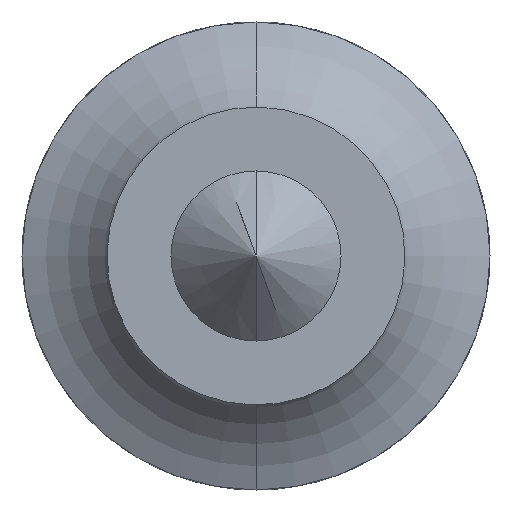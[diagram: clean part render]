
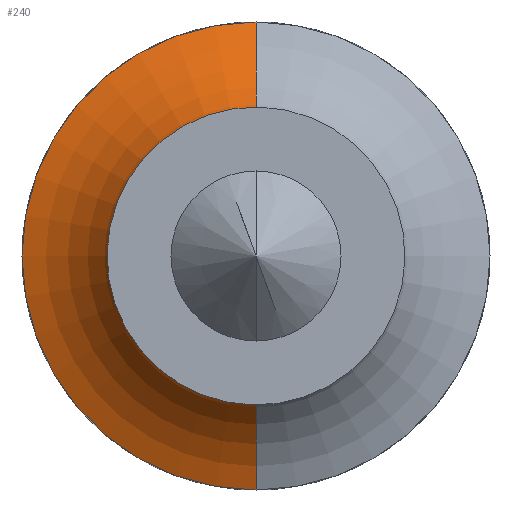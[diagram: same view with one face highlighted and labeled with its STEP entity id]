
A CAD part, front view. The second image highlights one B-rep face of the part: STEP entity #240.
In plain terms, the highlighted toroidal (fillet/blend) face has major radius 13.574 mm and minor radius 8 mm.
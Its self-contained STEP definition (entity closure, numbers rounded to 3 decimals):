
#109 = CIRCLE ( 'NONE', #116, 6. ) ;
#111 = CIRCLE ( 'NONE', #114, 8. ) ;
#114 = AXIS2_PLACEMENT_3D ( 'NONE', #711, #722, #730 ) ;
#116 = AXIS2_PLACEMENT_3D ( 'NONE', #710, #709, #705 ) ;
#117 = CIRCLE ( 'NONE', #118, 11. ) ;
#118 = AXIS2_PLACEMENT_3D ( 'NONE', #668, #714, #717 ) ;
#124 = TOROIDAL_SURFACE ( 'NONE', #128, 13.574, 8. ) ;
#128 = AXIS2_PLACEMENT_3D ( 'NONE', #556, #555, #666 ) ;
#132 = CIRCLE ( 'NONE', #135, 8. ) ;
#135 = AXIS2_PLACEMENT_3D ( 'NONE', #553, #554, #550 ) ;
#212 = EDGE_CURVE ( 'NONE', #278, #286, #111, .T. ) ;
#213 = EDGE_CURVE ( 'NONE', #279, #286, #109, .T. ) ;
#214 = EDGE_CURVE ( 'NONE', #277, #278, #117, .T. ) ;
#240 = ADVANCED_FACE ( 'NONE', ( #365 ), #124, .F. ) ;
#241 = EDGE_CURVE ( 'NONE', #277, #279, #132, .T. ) ;
#267 = EDGE_LOOP ( 'NONE', ( #834, #832, #833, #831 ) ) ;
#277 = VERTEX_POINT ( 'NONE', #578 ) ;
#278 = VERTEX_POINT ( 'NONE', #607 ) ;
#279 = VERTEX_POINT ( 'NONE', #614 ) ;
#286 = VERTEX_POINT ( 'NONE', #589 ) ;
#365 = FACE_OUTER_BOUND ( 'NONE', #267, .T. ) ;
#550 = DIRECTION ( 'NONE',  ( 0., 0., -1. ) ) ;
#553 = CARTESIAN_POINT ( 'NONE',  ( 0., 35.426, -13.574 ) ) ;
#554 = DIRECTION ( 'NONE',  ( 1., 0., 0. ) ) ;
#555 = DIRECTION ( 'NONE',  ( 0., 1., 0. ) ) ;
#556 = CARTESIAN_POINT ( 'NONE',  ( 0., 35.426, 0. ) ) ;
#578 = CARTESIAN_POINT ( 'NONE',  ( 0., 43., -11. ) ) ;
#589 = CARTESIAN_POINT ( 'NONE',  ( 0., 38., 6. ) ) ;
#607 = CARTESIAN_POINT ( 'NONE',  ( 0., 43., 11. ) ) ;
#614 = CARTESIAN_POINT ( 'NONE',  ( 0., 38., -6. ) ) ;
#666 = DIRECTION ( 'NONE',  ( 0., 0., 1. ) ) ;
#668 = CARTESIAN_POINT ( 'NONE',  ( 0., 43., 0. ) ) ;
#705 = DIRECTION ( 'NONE',  ( 0., 0., 1. ) ) ;
#709 = DIRECTION ( 'NONE',  ( 0., 1., 0. ) ) ;
#710 = CARTESIAN_POINT ( 'NONE',  ( 0., 38., 0. ) ) ;
#711 = CARTESIAN_POINT ( 'NONE',  ( 0., 35.426, 13.574 ) ) ;
#714 = DIRECTION ( 'NONE',  ( 0., 1., 0. ) ) ;
#717 = DIRECTION ( 'NONE',  ( 0., 0., 1. ) ) ;
#722 = DIRECTION ( 'NONE',  ( -1., 0., 0. ) ) ;
#730 = DIRECTION ( 'NONE',  ( 0., 0., 1. ) ) ;
#831 = ORIENTED_EDGE ( 'NONE', *, *, #212, .F. ) ;
#832 = ORIENTED_EDGE ( 'NONE', *, *, #241, .T. ) ;
#833 = ORIENTED_EDGE ( 'NONE', *, *, #213, .T. ) ;
#834 = ORIENTED_EDGE ( 'NONE', *, *, #214, .F. ) ;
